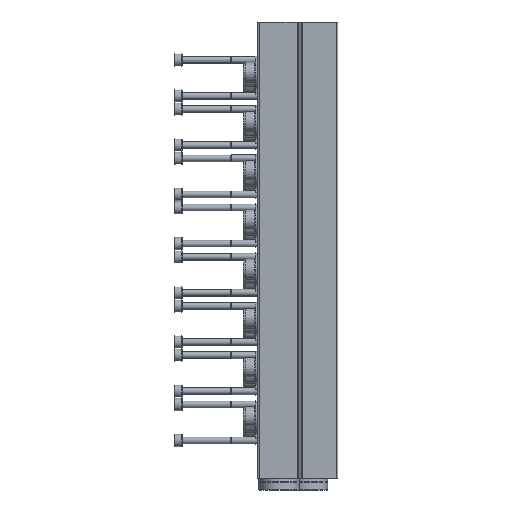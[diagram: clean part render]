
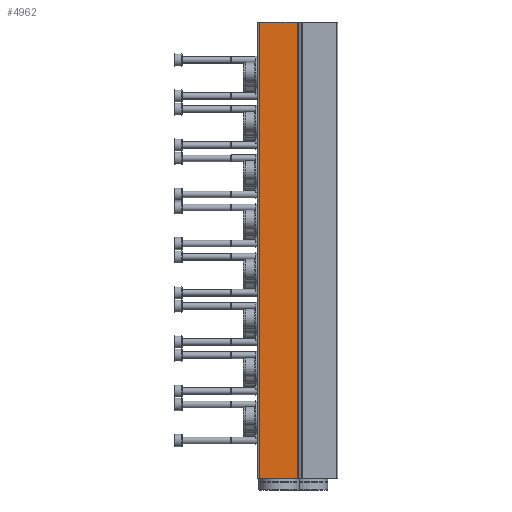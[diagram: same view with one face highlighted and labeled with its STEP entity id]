
A CAD part, left-side view. The second image highlights one B-rep face of the part: STEP entity #4962.
In plain terms, the highlighted planar face has unit normal (-1, 0, 0).
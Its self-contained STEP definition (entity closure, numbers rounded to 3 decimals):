
#234=PLANE('',#5350);
#756=ORIENTED_EDGE('',*,*,#2020,.F.);
#757=ORIENTED_EDGE('',*,*,#2019,.F.);
#758=ORIENTED_EDGE('',*,*,#2021,.T.);
#759=ORIENTED_EDGE('',*,*,#2022,.T.);
#2019=EDGE_CURVE('',#2651,#2649,#3116,.T.);
#2020=EDGE_CURVE('',#2649,#2652,#3117,.T.);
#2021=EDGE_CURVE('',#2651,#2653,#3118,.T.);
#2022=EDGE_CURVE('',#2653,#2652,#3119,.T.);
#2649=VERTEX_POINT('',#8143);
#2651=VERTEX_POINT('',#8147);
#2652=VERTEX_POINT('',#8151);
#2653=VERTEX_POINT('',#8153);
#3116=LINE('',#8148,#3411);
#3117=LINE('',#8150,#3412);
#3118=LINE('',#8152,#3413);
#3119=LINE('',#8154,#3414);
#3411=VECTOR('',#6040,1000.);
#3412=VECTOR('',#6043,1000.);
#3413=VECTOR('',#6044,1000.);
#3414=VECTOR('',#6045,1000.);
#3720=EDGE_LOOP('',(#756,#757,#758,#759));
#4287=FACE_BOUND('',#3720,.T.);
#4962=ADVANCED_FACE('',(#4287),#234,.T.);
#5350=AXIS2_PLACEMENT_3D('',#8149,#6041,#6042);
#6040=DIRECTION('',(0.,0.,1.));
#6041=DIRECTION('',(-1.,0.,0.));
#6042=DIRECTION('',(0.,0.,1.));
#6043=DIRECTION('',(0.,-1.,0.));
#6044=DIRECTION('',(0.,-1.,0.));
#6045=DIRECTION('',(0.,0.,1.));
#8143=CARTESIAN_POINT('',(-32.1,35.,0.));
#8147=CARTESIAN_POINT('',(-32.1,35.,-204.));
#8148=CARTESIAN_POINT('',(-32.1,35.,-204.));
#8149=CARTESIAN_POINT('',(-32.1,35.,-204.));
#8150=CARTESIAN_POINT('',(-32.1,35.,0.));
#8151=CARTESIAN_POINT('',(-32.1,18.111,0.));
#8152=CARTESIAN_POINT('',(-32.1,35.,-204.));
#8153=CARTESIAN_POINT('',(-32.1,18.111,-204.));
#8154=CARTESIAN_POINT('',(-32.1,18.111,-204.));
